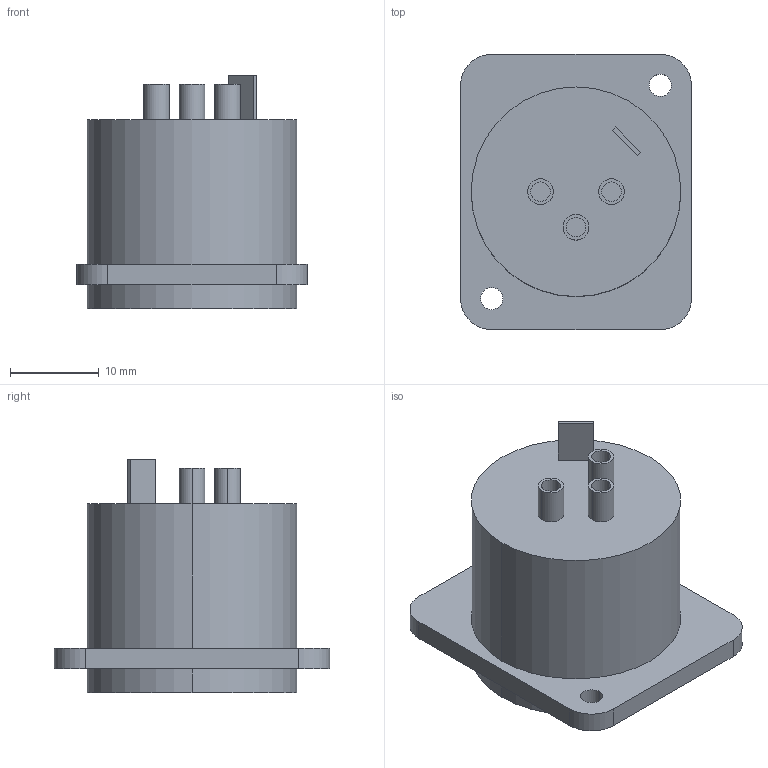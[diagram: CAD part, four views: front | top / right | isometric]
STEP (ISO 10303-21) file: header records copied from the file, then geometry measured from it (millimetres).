
FILE_DESCRIPTION((''),'2;1');
FILE_NAME('D-NC3MDM3-L-1','2019-01-25T',('odo'),(''),'CREO PARAMETRIC BY PTC INC, 2017020','CREO PARAMETRIC BY PTC INC, 2017020','');
FILE_SCHEMA(('CONFIG_CONTROL_DESIGN'));
Length unit declared in the file: millimetre
Products named in the file (1): D-NC3MDM3-L-1
Bounding box: 26 x 31 x 26.3 mm (x, y, z)
Volume: 7438.5 mm3; surface area: 4527.6 mm2
Topology: 1 solids, 1 shells, 55 faces, 120 edges, 80 vertices
Faces by surface type: cylinder 32, plane 23
Entity records: 1584 total; most frequent: DIRECTION 294, CARTESIAN_POINT 255, ORIENTED_EDGE 240, EDGE_CURVE 120, AXIS2_PLACEMENT_3D 119, VERTEX_POINT 80, EDGE_LOOP 72, CIRCLE 64
